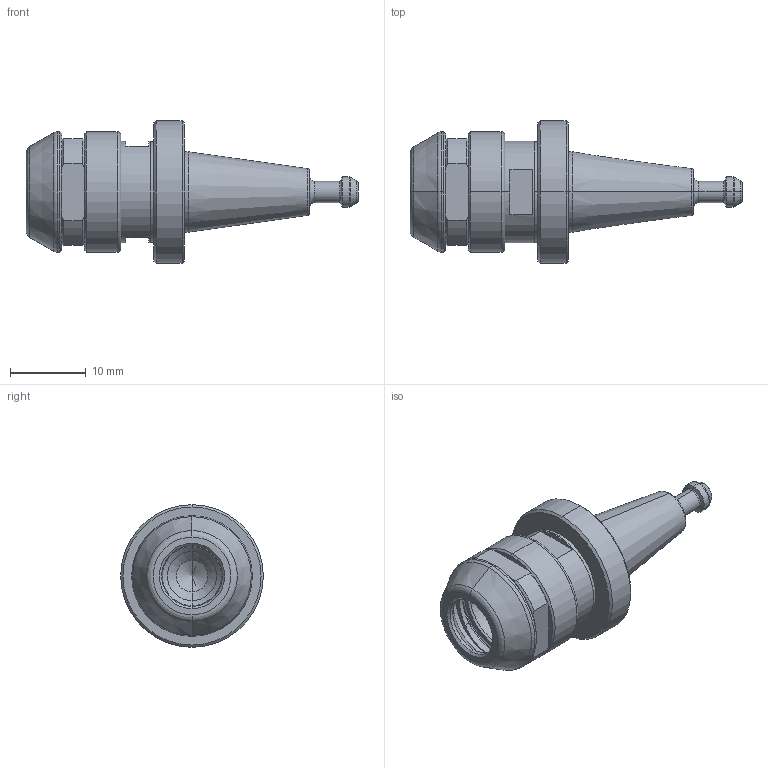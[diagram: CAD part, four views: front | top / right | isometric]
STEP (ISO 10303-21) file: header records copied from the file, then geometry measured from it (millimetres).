
FILE_DESCRIPTION (( 'STEP AP203' ), '1' );
FILE_NAME ('QC3-K-R_9223.STEP', '2024-03-29T07:52:48', ( '' ), ( '' ), 'SwSTEP 2.0', 'SolidWorks 2021', '' );
FILE_SCHEMA (( 'CONFIG_CONTROL_DESIGN' ));
Length unit declared in the file: millimetre
Products named in the file (1): QC3-K-R_9223
Bounding box: 43.77 x 18.8 x 18.8 mm (x, y, z)
Volume: 3043.9 mm3; surface area: 3689.4 mm2
Topology: 2 solids, 2 shells, 144 faces, 311 edges, 176 vertices
Faces by surface type: cone 54, cylinder 45, plane 29, torus 16
Entity records: 3958 total; most frequent: DIRECTION 753, CARTESIAN_POINT 688, ORIENTED_EDGE 614, AXIS2_PLACEMENT_3D 321, EDGE_CURVE 307, VERTEX_POINT 176, CIRCLE 176, EDGE_LOOP 155
